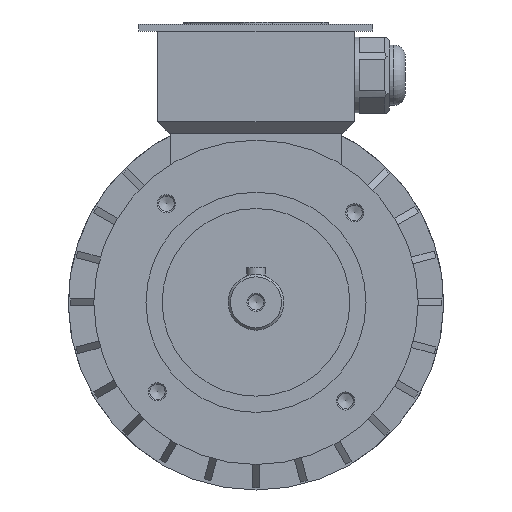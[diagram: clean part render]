
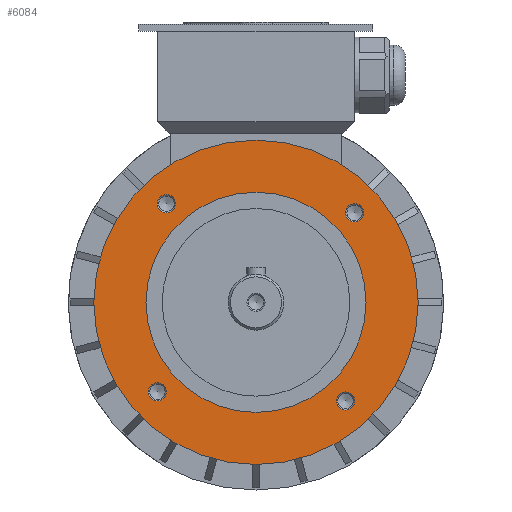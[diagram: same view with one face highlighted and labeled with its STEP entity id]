
A CAD part, front view. The second image highlights one B-rep face of the part: STEP entity #6084.
In plain terms, the highlighted planar face has unit normal (0, -1, 0).
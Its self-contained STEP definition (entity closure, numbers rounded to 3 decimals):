
#186=CIRCLE('',#6283,3.924);
#190=CIRCLE('',#6291,3.924);
#194=CIRCLE('',#6299,3.924);
#264=CIRCLE('',#6453,70.);
#266=CIRCLE('',#6456,3.924);
#267=CIRCLE('',#6457,47.5);
#717=ORIENTED_EDGE('',*,*,#1638,.T.);
#718=ORIENTED_EDGE('',*,*,#1642,.T.);
#719=ORIENTED_EDGE('',*,*,#1646,.T.);
#720=ORIENTED_EDGE('',*,*,#1912,.T.);
#721=ORIENTED_EDGE('',*,*,#1913,.T.);
#722=ORIENTED_EDGE('',*,*,#1910,.F.);
#1638=EDGE_CURVE('',#2270,#2270,#186,.T.);
#1642=EDGE_CURVE('',#2275,#2275,#190,.T.);
#1646=EDGE_CURVE('',#2280,#2280,#194,.T.);
#1910=EDGE_CURVE('',#2495,#2495,#264,.T.);
#1912=EDGE_CURVE('',#2497,#2497,#266,.T.);
#1913=EDGE_CURVE('',#2498,#2498,#267,.T.);
#2270=VERTEX_POINT('',#8067);
#2275=VERTEX_POINT('',#8080);
#2280=VERTEX_POINT('',#8093);
#2495=VERTEX_POINT('',#8642);
#2497=VERTEX_POINT('',#8647);
#2498=VERTEX_POINT('',#8649);
#3556=EDGE_LOOP('',(#717));
#3557=EDGE_LOOP('',(#718));
#3558=EDGE_LOOP('',(#719));
#3559=EDGE_LOOP('',(#720));
#3560=EDGE_LOOP('',(#721));
#3561=EDGE_LOOP('',(#722));
#3857=FACE_BOUND('',#3556,.T.);
#3858=FACE_BOUND('',#3557,.T.);
#3859=FACE_BOUND('',#3558,.T.);
#3860=FACE_BOUND('',#3559,.T.);
#3861=FACE_BOUND('',#3560,.T.);
#3862=FACE_BOUND('',#3561,.T.);
#4126=PLANE('',#6455);
#6084=ADVANCED_FACE('',(#3857,#3858,#3859,#3860,#3861,#3862),#4126,.F.);
#6283=AXIS2_PLACEMENT_3D('',#8066,#6762,#6763);
#6291=AXIS2_PLACEMENT_3D('',#8079,#6778,#6779);
#6299=AXIS2_PLACEMENT_3D('',#8092,#6794,#6795);
#6453=AXIS2_PLACEMENT_3D('',#8641,#7270,#7271);
#6455=AXIS2_PLACEMENT_3D('',#8645,#7274,#7275);
#6456=AXIS2_PLACEMENT_3D('',#8646,#7276,#7277);
#6457=AXIS2_PLACEMENT_3D('',#8648,#7278,#7279);
#6762=DIRECTION('',(0.,1.,0.));
#6763=DIRECTION('',(0.,0.,1.));
#6778=DIRECTION('',(0.,1.,0.));
#6779=DIRECTION('',(-1.,0.,0.));
#6794=DIRECTION('',(0.,1.,0.));
#6795=DIRECTION('',(0.,0.,-1.));
#7270=DIRECTION('',(0.,1.,0.));
#7271=DIRECTION('',(1.,0.,0.));
#7274=DIRECTION('',(0.,1.,0.));
#7275=DIRECTION('',(0.,0.,1.));
#7276=DIRECTION('',(0.,1.,0.));
#7277=DIRECTION('',(1.,0.,0.));
#7278=DIRECTION('',(0.,1.,0.));
#7279=DIRECTION('',(1.,0.,0.));
#8066=CARTESIAN_POINT('',(-42.573,-27.,-38.65));
#8067=CARTESIAN_POINT('',(-42.573,-27.,-34.726));
#8079=CARTESIAN_POINT('',(38.65,-27.,-42.573));
#8080=CARTESIAN_POINT('',(34.726,-27.,-42.573));
#8092=CARTESIAN_POINT('',(42.573,-27.,38.65));
#8093=CARTESIAN_POINT('',(42.573,-27.,34.726));
#8641=CARTESIAN_POINT('',(0.,-27.,0.));
#8642=CARTESIAN_POINT('',(70.,-27.,0.));
#8645=CARTESIAN_POINT('',(0.,-27.,0.));
#8646=CARTESIAN_POINT('',(-38.65,-27.,42.573));
#8647=CARTESIAN_POINT('',(-34.726,-27.,42.573));
#8648=CARTESIAN_POINT('',(0.,-27.,0.));
#8649=CARTESIAN_POINT('',(47.5,-27.,0.));
